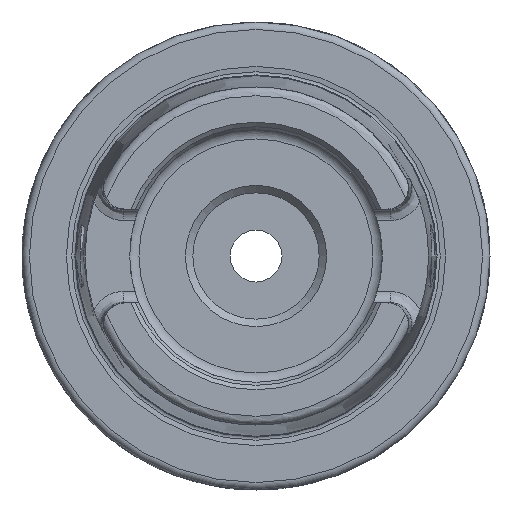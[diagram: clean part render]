
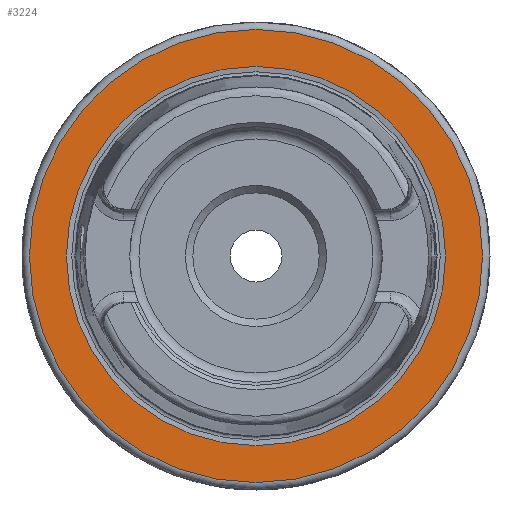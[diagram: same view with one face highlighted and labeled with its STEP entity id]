
A CAD part, left-side view. The second image highlights one B-rep face of the part: STEP entity #3224.
In plain terms, the highlighted planar face has unit normal (-1, 0, 0).
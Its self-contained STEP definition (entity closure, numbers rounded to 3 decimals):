
#88=FACE_BOUND('',#540,.T.);
#141=PLANE('',#3570);
#354=FACE_OUTER_BOUND('',#539,.T.);
#539=EDGE_LOOP('',(#2839,#2840));
#540=EDGE_LOOP('',(#2841,#2842));
#851=CIRCLE('',#3568,25.521);
#852=CIRCLE('',#3569,25.521);
#853=CIRCLE('',#3571,30.5);
#854=CIRCLE('',#3572,30.5);
#1457=VERTEX_POINT('',#7097);
#1458=VERTEX_POINT('',#7099);
#1459=VERTEX_POINT('',#7103);
#1460=VERTEX_POINT('',#7104);
#1933=EDGE_CURVE('',#1458,#1457,#851,.T.);
#1934=EDGE_CURVE('',#1457,#1458,#852,.T.);
#1935=EDGE_CURVE('',#1459,#1460,#853,.T.);
#1936=EDGE_CURVE('',#1460,#1459,#854,.T.);
#2839=ORIENTED_EDGE('',*,*,#1935,.F.);
#2840=ORIENTED_EDGE('',*,*,#1936,.F.);
#2841=ORIENTED_EDGE('',*,*,#1933,.T.);
#2842=ORIENTED_EDGE('',*,*,#1934,.T.);
#3224=ADVANCED_FACE('',(#354,#88),#141,.T.);
#3568=AXIS2_PLACEMENT_3D('',#7100,#4344,#4345);
#3569=AXIS2_PLACEMENT_3D('',#7101,#4346,#4347);
#3570=AXIS2_PLACEMENT_3D('',#7102,#4348,#4349);
#3571=AXIS2_PLACEMENT_3D('',#7105,#4350,#4351);
#3572=AXIS2_PLACEMENT_3D('',#7106,#4352,#4353);
#4344=DIRECTION('center_axis',(1.,0.,0.));
#4345=DIRECTION('ref_axis',(0.,0.,-1.));
#4346=DIRECTION('center_axis',(1.,0.,0.));
#4347=DIRECTION('ref_axis',(0.,0.,-1.));
#4348=DIRECTION('center_axis',(-1.,0.,0.));
#4349=DIRECTION('ref_axis',(0.,0.,1.));
#4350=DIRECTION('center_axis',(1.,0.,0.));
#4351=DIRECTION('ref_axis',(0.,0.,-1.));
#4352=DIRECTION('center_axis',(1.,0.,0.));
#4353=DIRECTION('ref_axis',(0.,0.,-1.));
#7097=CARTESIAN_POINT('',(0.,-25.521,0.));
#7099=CARTESIAN_POINT('',(0.,25.521,0.));
#7100=CARTESIAN_POINT('Origin',(0.,0.,
0.));
#7101=CARTESIAN_POINT('Origin',(0.,0.,
0.));
#7102=CARTESIAN_POINT('Origin',(0.,30.5,0.));
#7103=CARTESIAN_POINT('',(0.,30.5,0.));
#7104=CARTESIAN_POINT('',(0.,0.,30.5));
#7105=CARTESIAN_POINT('Origin',(0.,0.,
0.));
#7106=CARTESIAN_POINT('Origin',(0.,0.,
0.));
